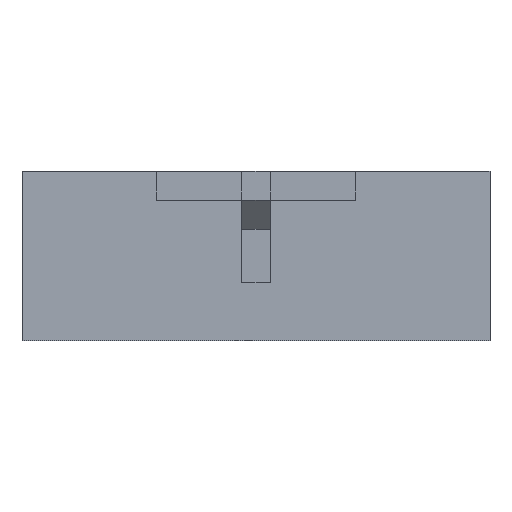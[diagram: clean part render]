
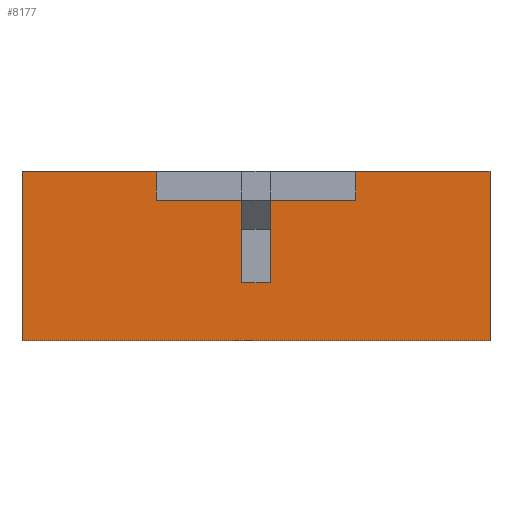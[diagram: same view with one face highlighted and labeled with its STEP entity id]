
A CAD part, left-side view. The second image highlights one B-rep face of the part: STEP entity #8177.
In plain terms, the highlighted planar face has unit normal (-1, 0, 0).
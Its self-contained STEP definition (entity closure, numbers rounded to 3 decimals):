
#1935 = VERTEX_POINT('',#1936);
#1936 = CARTESIAN_POINT('',(-19.8,-10.5,-3.8));
#1942 = EDGE_CURVE('',#1943,#1935,#1945,.T.);
#1943 = VERTEX_POINT('',#1944);
#1944 = CARTESIAN_POINT('',(-19.8,10.5,-3.8));
#1945 = LINE('',#1946,#1947);
#1946 = CARTESIAN_POINT('',(-19.8,10.5,-3.8));
#1947 = VECTOR('',#1948,1.);
#1948 = DIRECTION('',(0.,-1.,0.));
#5620 = VERTEX_POINT('',#5621);
#5621 = CARTESIAN_POINT('',(-19.8,-0.65,
    -1.2));
#5627 = EDGE_CURVE('',#5628,#5620,#5630,.T.);
#5628 = VERTEX_POINT('',#5629);
#5629 = CARTESIAN_POINT('',(-19.8,-0.65,2.5));
#5630 = LINE('',#5631,#5632);
#5631 = CARTESIAN_POINT('',(-19.8,-0.65,2.5));
#5632 = VECTOR('',#5633,1.);
#5633 = DIRECTION('',(0.,0.,-1.));
#5658 = EDGE_CURVE('',#5659,#5628,#5661,.T.);
#5659 = VERTEX_POINT('',#5660);
#5660 = CARTESIAN_POINT('',(-19.8,-4.475,2.5));
#5661 = LINE('',#5662,#5663);
#5662 = CARTESIAN_POINT('',(-19.8,-4.475,2.5));
#5663 = VECTOR('',#5664,1.);
#5664 = DIRECTION('',(0.,1.,0.));
#5737 = VERTEX_POINT('',#5738);
#5738 = CARTESIAN_POINT('',(-19.8,-4.475,
    3.8));
#5744 = EDGE_CURVE('',#5745,#5737,#5747,.T.);
#5745 = VERTEX_POINT('',#5746);
#5746 = CARTESIAN_POINT('',(-19.8,-10.5,3.8));
#5747 = LINE('',#5748,#5749);
#5748 = CARTESIAN_POINT('',(-19.8,-10.5,3.8));
#5749 = VECTOR('',#5750,1.);
#5750 = DIRECTION('',(0.,1.,0.));
#5801 = VERTEX_POINT('',#5802);
#5802 = CARTESIAN_POINT('',(-19.8,10.5,3.8));
#5808 = EDGE_CURVE('',#5809,#5801,#5811,.T.);
#5809 = VERTEX_POINT('',#5810);
#5810 = CARTESIAN_POINT('',(-19.8,4.475,
    3.8));
#5811 = LINE('',#5812,#5813);
#5812 = CARTESIAN_POINT('',(-19.8,4.475,
    3.8));
#5813 = VECTOR('',#5814,1.);
#5814 = DIRECTION('',(0.,1.,0.));
#6146 = VERTEX_POINT('',#6147);
#6147 = CARTESIAN_POINT('',(-19.8,4.475,2.5));
#6153 = EDGE_CURVE('',#6154,#6146,#6156,.T.);
#6154 = VERTEX_POINT('',#6155);
#6155 = CARTESIAN_POINT('',(-19.8,0.65,2.5));
#6156 = LINE('',#6157,#6158);
#6157 = CARTESIAN_POINT('',(-19.8,0.65,2.5));
#6158 = VECTOR('',#6159,1.);
#6159 = DIRECTION('',(0.,1.,0.));
#6176 = EDGE_CURVE('',#6146,#5809,#6177,.T.);
#6177 = LINE('',#6178,#6179);
#6178 = CARTESIAN_POINT('',(-19.8,4.475,2.5));
#6179 = VECTOR('',#6180,1.);
#6180 = DIRECTION('',(0.,0.,1.));
#8177 = ADVANCED_FACE('',(#8178),#8219,.T.);
#8178 = FACE_BOUND('',#8179,.T.);
#8179 = EDGE_LOOP('',(#8180,#8181,#8182,#8190,#8196,#8197,#8198,#8199,
    #8205,#8206,#8212,#8213));
#8180 = ORIENTED_EDGE('',*,*,#5658,.T.);
#8181 = ORIENTED_EDGE('',*,*,#5627,.T.);
#8182 = ORIENTED_EDGE('',*,*,#8183,.T.);
#8183 = EDGE_CURVE('',#5620,#8184,#8186,.T.);
#8184 = VERTEX_POINT('',#8185);
#8185 = CARTESIAN_POINT('',(-19.8,0.65,
    -1.2));
#8186 = LINE('',#8187,#8188);
#8187 = CARTESIAN_POINT('',(-19.8,-0.65,
    -1.2));
#8188 = VECTOR('',#8189,1.);
#8189 = DIRECTION('',(0.,1.,0.));
#8190 = ORIENTED_EDGE('',*,*,#8191,.T.);
#8191 = EDGE_CURVE('',#8184,#6154,#8192,.T.);
#8192 = LINE('',#8193,#8194);
#8193 = CARTESIAN_POINT('',(-19.8,0.65,
    -1.2));
#8194 = VECTOR('',#8195,1.);
#8195 = DIRECTION('',(0.,0.,1.));
#8196 = ORIENTED_EDGE('',*,*,#6153,.T.);
#8197 = ORIENTED_EDGE('',*,*,#6176,.T.);
#8198 = ORIENTED_EDGE('',*,*,#5808,.T.);
#8199 = ORIENTED_EDGE('',*,*,#8200,.T.);
#8200 = EDGE_CURVE('',#5801,#1943,#8201,.T.);
#8201 = LINE('',#8202,#8203);
#8202 = CARTESIAN_POINT('',(-19.8,10.5,3.8));
#8203 = VECTOR('',#8204,1.);
#8204 = DIRECTION('',(0.,0.,-1.));
#8205 = ORIENTED_EDGE('',*,*,#1942,.T.);
#8206 = ORIENTED_EDGE('',*,*,#8207,.T.);
#8207 = EDGE_CURVE('',#1935,#5745,#8208,.T.);
#8208 = LINE('',#8209,#8210);
#8209 = CARTESIAN_POINT('',(-19.8,-10.5,-3.8));
#8210 = VECTOR('',#8211,1.);
#8211 = DIRECTION('',(0.,0.,1.));
#8212 = ORIENTED_EDGE('',*,*,#5744,.T.);
#8213 = ORIENTED_EDGE('',*,*,#8214,.T.);
#8214 = EDGE_CURVE('',#5737,#5659,#8215,.T.);
#8215 = LINE('',#8216,#8217);
#8216 = CARTESIAN_POINT('',(-19.8,-4.475,
    3.8));
#8217 = VECTOR('',#8218,1.);
#8218 = DIRECTION('',(0.,0.,-1.));
#8219 = PLANE('',#8220);
#8220 = AXIS2_PLACEMENT_3D('',#8221,#8222,#8223);
#8221 = CARTESIAN_POINT('',(-19.8,0.,-0.051));
#8222 = DIRECTION('',(-1.,-0.,-0.));
#8223 = DIRECTION('',(0.,0.,-1.));
